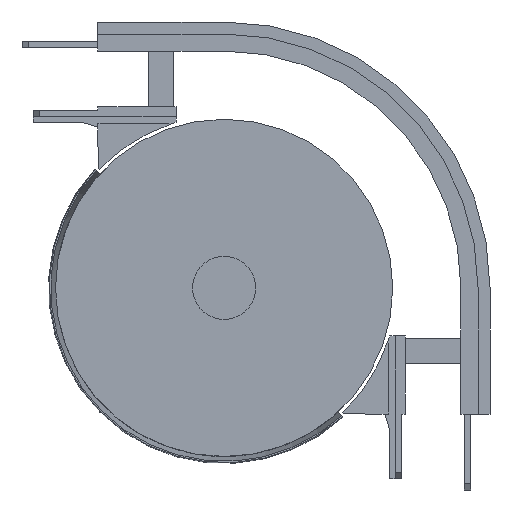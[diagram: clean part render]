
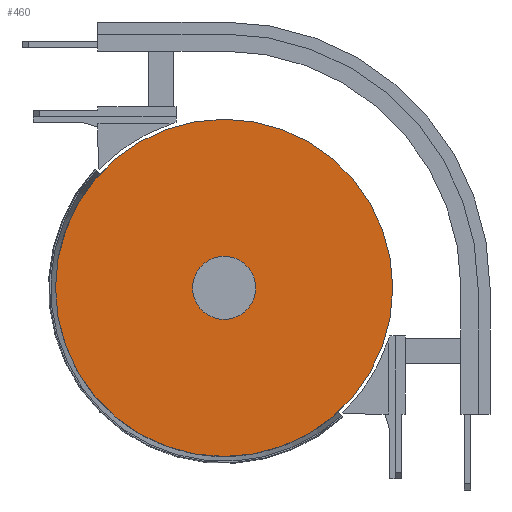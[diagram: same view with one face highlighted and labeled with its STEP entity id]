
A CAD part, front view. The second image highlights one B-rep face of the part: STEP entity #460.
In plain terms, the highlighted planar face has unit normal (0, -1, 0).
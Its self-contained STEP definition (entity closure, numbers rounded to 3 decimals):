
#460=ADVANCED_FACE('',(#923,#924),#925,.T.);
#923=FACE_OUTER_BOUND('',#1390,.T.);
#924=FACE_BOUND('',#1391,.T.);
#925=PLANE('',#1392);
#1390=EDGE_LOOP('',(#2795,#2796));
#1391=EDGE_LOOP('',(#2797,#2798));
#1392=AXIS2_PLACEMENT_3D('',#2799,#2800,#2801);
#2795=ORIENTED_EDGE('',*,*,#3425,.F.);
#2796=ORIENTED_EDGE('',*,*,#3437,.F.);
#2797=ORIENTED_EDGE('',*,*,#3422,.T.);
#2798=ORIENTED_EDGE('',*,*,#3439,.T.);
#2799=CARTESIAN_POINT('',(179.25,-76.0,-165.5));
#2800=DIRECTION('',(0.0,-1.0,0.0));
#2801=DIRECTION('',(-1.0,0.0,0.0));
#3422=EDGE_CURVE('',#4263,#4267,#4269,.T.);
#3425=EDGE_CURVE('',#4271,#4274,#4275,.T.);
#3437=EDGE_CURVE('',#4274,#4271,#4294,.T.);
#3439=EDGE_CURVE('',#4267,#4263,#4296,.T.);
#4263=VERTEX_POINT('',#5502);
#4267=VERTEX_POINT('',#5507);
#4269=CIRCLE('',#5510,25.0);
#4271=VERTEX_POINT('',#5512);
#4274=VERTEX_POINT('',#5516);
#4275=CIRCLE('',#5517,133.5);
#4294=CIRCLE('',#5540,133.5);
#4296=CIRCLE('',#5542,25.0);
#5502=CARTESIAN_POINT('',(125.0,-76.0,-165.5));
#5507=CARTESIAN_POINT('',(75.0,-76.0,-165.5));
#5510=AXIS2_PLACEMENT_3D('',#6045,#6046,#6047);
#5512=CARTESIAN_POINT('',(233.5,-76.0,-165.5));
#5516=CARTESIAN_POINT('',(-33.5,-76.0,-165.5));
#5517=AXIS2_PLACEMENT_3D('',#6049,#6050,#6051);
#5540=AXIS2_PLACEMENT_3D('',#6074,#6075,#6076);
#5542=AXIS2_PLACEMENT_3D('',#6077,#6078,#6079);
#6045=CARTESIAN_POINT('',(100.0,-76.0,-165.5));
#6046=DIRECTION('',(-0.0,1.0,0.0));
#6047=DIRECTION('',(1.0,0.0,0.0));
#6049=CARTESIAN_POINT('',(100.0,-76.0,-165.5));
#6050=DIRECTION('',(-0.0,1.0,0.0));
#6051=DIRECTION('',(1.0,0.0,0.0));
#6074=CARTESIAN_POINT('',(100.0,-76.0,-165.5));
#6075=DIRECTION('',(-0.0,1.0,0.0));
#6076=DIRECTION('',(1.0,0.0,0.0));
#6077=CARTESIAN_POINT('',(100.0,-76.0,-165.5));
#6078=DIRECTION('',(-0.0,1.0,0.0));
#6079=DIRECTION('',(1.0,0.0,0.0));
